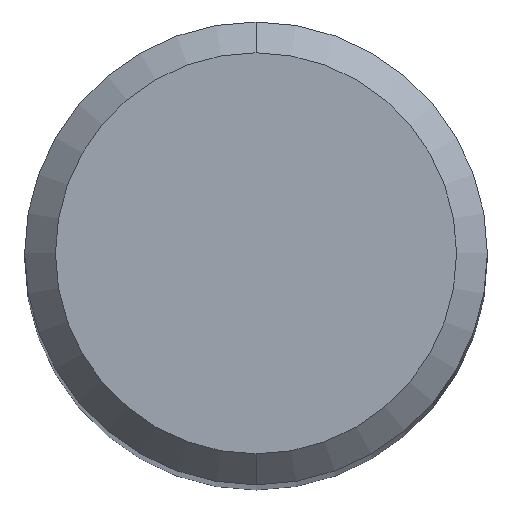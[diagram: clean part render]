
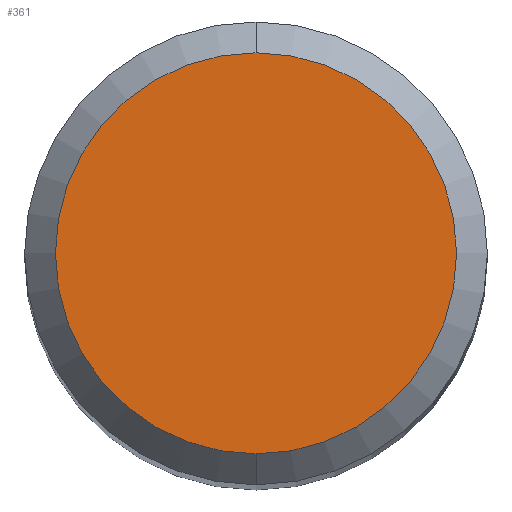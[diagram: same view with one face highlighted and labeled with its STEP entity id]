
A CAD part, top view. The second image highlights one B-rep face of the part: STEP entity #361.
In plain terms, the highlighted planar face has unit normal (0, 0, 1).
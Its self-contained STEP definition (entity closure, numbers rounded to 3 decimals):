
#267=VERTEX_POINT('',#663);
#311=EDGE_CURVE('',#377,#267,#716,.T.);
#361=ADVANCED_FACE('',(#770),#771,.T.);
#377=VERTEX_POINT('',#787);
#393=EDGE_CURVE('',#267,#377,#804,.T.);
#663=CARTESIAN_POINT('',(0.,-2.6,0.0));
#716=CIRCLE('',#1183,2.6);
#770=FACE_OUTER_BOUND('',#1310,.T.);
#771=PLANE('',#1311);
#787=CARTESIAN_POINT('',(0.0,2.6,0.0));
#804=CIRCLE('',#1362,2.6);
#1183=AXIS2_PLACEMENT_3D('',#1938,#1939,#1940);
#1310=EDGE_LOOP('',(#1995,#1996));
#1311=AXIS2_PLACEMENT_3D('',#1997,#1998,#1999);
#1362=AXIS2_PLACEMENT_3D('',#2024,#2025,#2026);
#1938=CARTESIAN_POINT('',(0.0,0.0,0.0));
#1939=DIRECTION('',(0.0,0.0,-1.0));
#1940=DIRECTION('',(0.0,1.0,0.0));
#1995=ORIENTED_EDGE('',*,*,#311,.F.);
#1996=ORIENTED_EDGE('',*,*,#393,.F.);
#1997=CARTESIAN_POINT('',(0.0,1.3,0.0));
#1998=DIRECTION('',(-0.0,0.0,1.0));
#1999=DIRECTION('',(0.0,-1.0,0.0));
#2024=CARTESIAN_POINT('',(0.0,0.0,0.0));
#2025=DIRECTION('',(0.0,0.0,-1.0));
#2026=DIRECTION('',(0.0,1.0,0.0));
